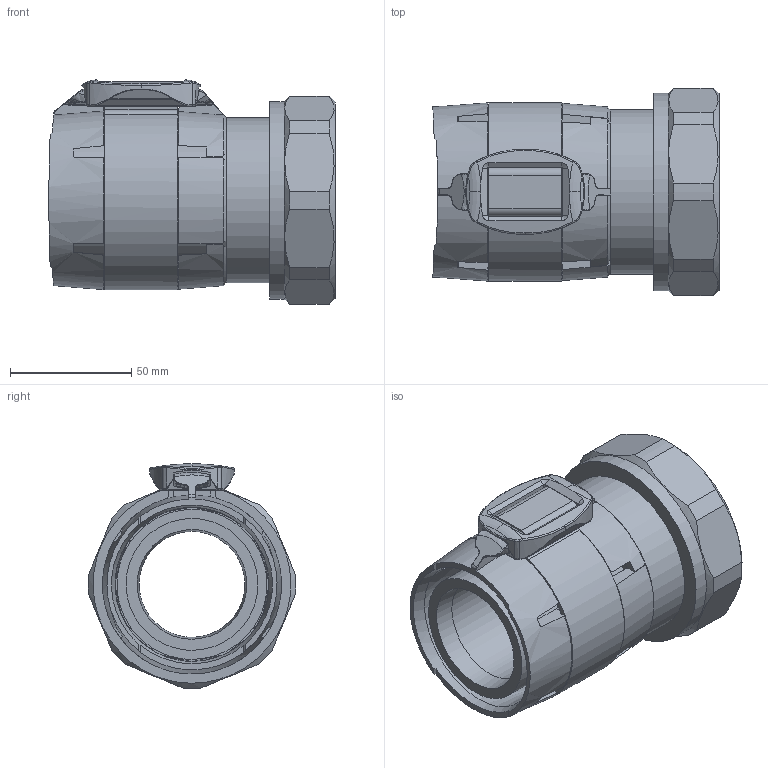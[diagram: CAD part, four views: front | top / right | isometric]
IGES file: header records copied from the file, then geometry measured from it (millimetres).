
Global section: file name: 620646; native system: Autodesk Inventor 2023; preprocessor: unknown; author: JANAN; date: 20250930.154639; units: millimetre
Bounding box: 117.9 x 85.55 x 92.44 mm (x, y, z)
Volume: 211534.3 mm3; surface area: 103667.4 mm2
Topology: 4 solids, 4 shells, 546 faces, 1443 edges, 907 vertices
Faces by surface type: bspline 546
